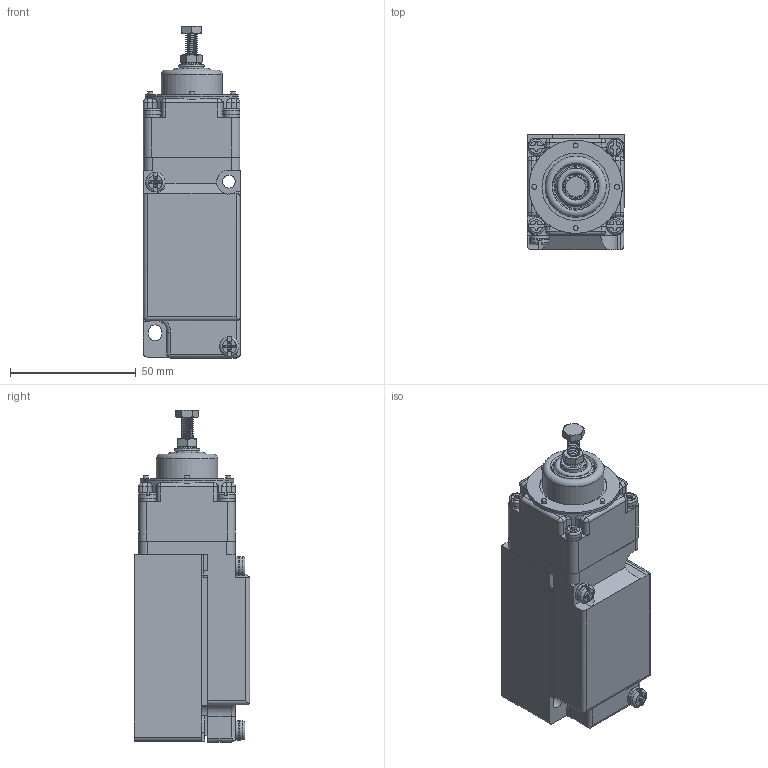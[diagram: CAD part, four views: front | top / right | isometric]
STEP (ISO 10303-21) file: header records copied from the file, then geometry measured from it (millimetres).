
FILE_DESCRIPTION (( 'STEP AP214' ), '1' );
FILE_NAME ('F25BTP2.STEP', '2019-08-12T11:43:17', ( '' ), ( '' ), 'SwSTEP 2.0', 'SolidWorks 2018', '' );
FILE_SCHEMA (( 'AUTOMOTIVE_DESIGN' ));
Length unit declared in the file: inch
Products named in the file (1): F25BTP2
Bounding box: 38.61 x 45.95 x 131.8 mm (x, y, z)
Volume: 163826.7 mm3; surface area: 48883.2 mm2
Topology: 16 solids, 16 shells, 799 faces, 1880 edges, 1147 vertices
Faces by surface type: cone 317, plane 268, cylinder 136, torus 72, bspline 6
Full cylindrical faces by diameter (mm): 1.956 x12, 2.438 x1, 3.556 x4, 4.496 x4, 4.826 x4, 5.08 x3, 5.842 x2, 6.35 x6, 6.604 x4, 7.62 x2, 7.671 x2, 7.874 x6, 9.398 x1, 10.16 x1, 23.368 x1, 24.282 x1, 26.772 x2, 37.033 x3
Entity records: 38727 total; most frequent: CARTESIAN_POINT 11428, ORIENTED_EDGE 3382, DIRECTION 3246, EDGE_CURVE 1691, AXIS2_PLACEMENT_3D 1251, VERTEX_POINT 1087, EDGE_LOOP 994, FACE_OUTER_BOUND 877
